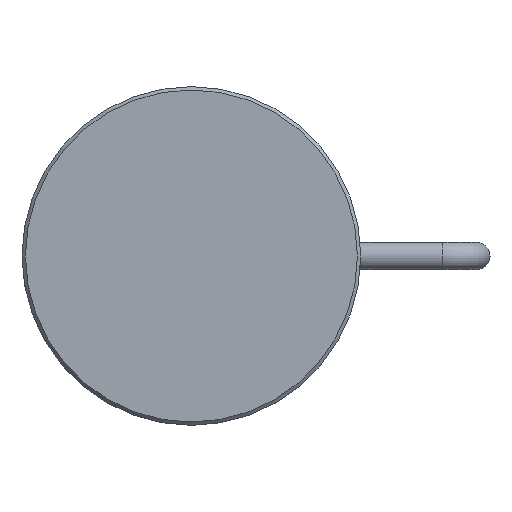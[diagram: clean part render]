
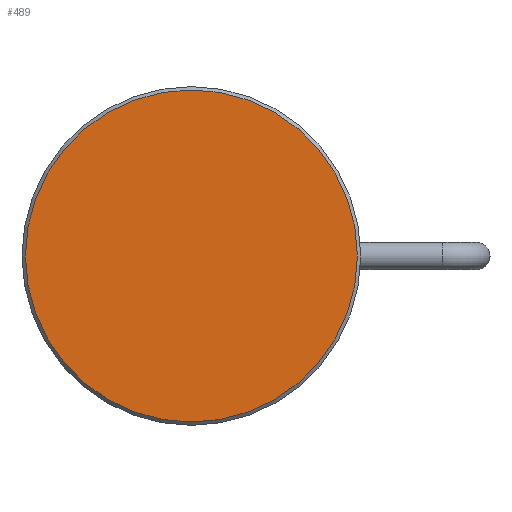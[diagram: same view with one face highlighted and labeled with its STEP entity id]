
A CAD part, front view. The second image highlights one B-rep face of the part: STEP entity #489.
In plain terms, the highlighted planar face has unit normal (0, -1, 0).
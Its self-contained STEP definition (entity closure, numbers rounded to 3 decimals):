
#36 = DIRECTION ( 'NONE',  ( 0., 0., -1. ) ) ;
#37 = CARTESIAN_POINT ( 'NONE',  ( 0., -350., -49. ) ) ;
#76 = DIRECTION ( 'NONE',  ( 0., -1., 0. ) ) ;
#141 = DIRECTION ( 'NONE',  ( 0., 0., -1. ) ) ;
#159 = AXIS2_PLACEMENT_3D ( 'NONE', #346, #76, #141 ) ;
#173 = CIRCLE ( 'NONE', #159, 49. ) ;
#184 = FACE_OUTER_BOUND ( 'NONE', #255, .T. ) ;
#222 = CARTESIAN_POINT ( 'NONE',  ( 0., -350., 0. ) ) ;
#230 = PLANE ( 'NONE',  #413 ) ;
#255 = EDGE_LOOP ( 'NONE', ( #376 ) ) ;
#346 = CARTESIAN_POINT ( 'NONE',  ( 0., -350., 0. ) ) ;
#376 = ORIENTED_EDGE ( 'NONE', *, *, #418, .T. ) ;
#413 = AXIS2_PLACEMENT_3D ( 'NONE', #222, #431, #36 ) ;
#416 = VERTEX_POINT ( 'NONE', #37 ) ;
#418 = EDGE_CURVE ( 'NONE', #416, #416, #173, .T. ) ;
#431 = DIRECTION ( 'NONE',  ( 0., -1., 0. ) ) ;
#489 = ADVANCED_FACE ( 'NONE', ( #184 ), #230, .T. ) ;
